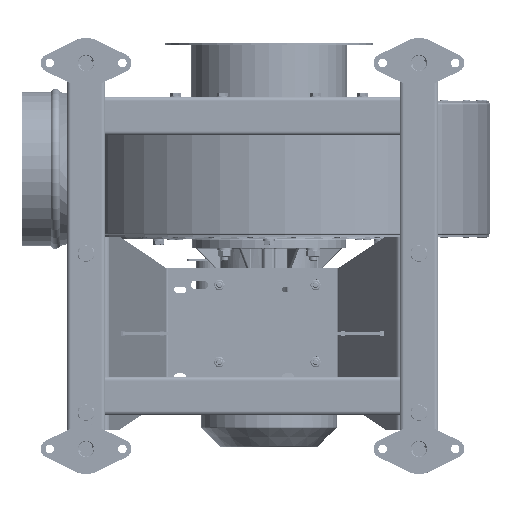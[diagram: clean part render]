
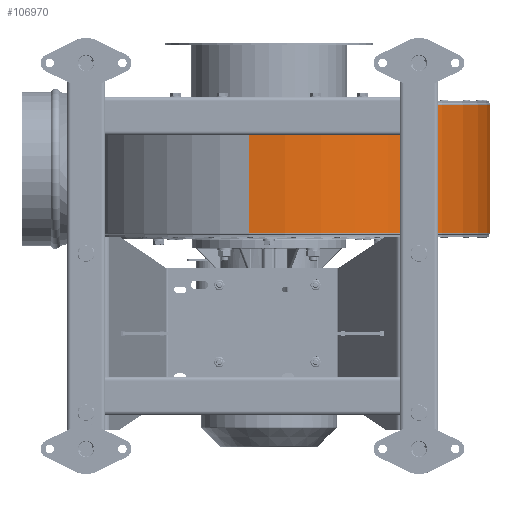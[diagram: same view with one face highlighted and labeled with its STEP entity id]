
A CAD part, front view. The second image highlights one B-rep face of the part: STEP entity #106970.
In plain terms, the highlighted cylindrical face has radius 218.7 mm (diameter 437.4 mm), a partial arc.
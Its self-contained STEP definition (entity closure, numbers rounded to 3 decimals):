
#13568=FACE_OUTER_BOUND('',#20276,.T.);
#20276=EDGE_LOOP('',(#87425,#87426,#87427,#87428));
#28294=LINE('',#186322,#36156);
#28295=LINE('',#186326,#36157);
#36156=VECTOR('',#136141,10.);
#36157=VECTOR('',#136146,10.);
#40451=CIRCLE('',#114743,218.7);
#40460=CIRCLE('',#114760,218.7);
#48879=VERTEX_POINT('',#186283);
#48881=VERTEX_POINT('',#186289);
#48889=VERTEX_POINT('',#186321);
#48890=VERTEX_POINT('',#186325);
#62120=EDGE_CURVE('',#48879,#48881,#40451,.T.);
#62135=EDGE_CURVE('',#48889,#48881,#28294,.T.);
#62137=EDGE_CURVE('',#48890,#48879,#28295,.T.);
#62138=EDGE_CURVE('',#48889,#48890,#40460,.T.);
#87425=ORIENTED_EDGE('',*,*,#62120,.F.);
#87426=ORIENTED_EDGE('',*,*,#62137,.F.);
#87427=ORIENTED_EDGE('',*,*,#62138,.F.);
#87428=ORIENTED_EDGE('',*,*,#62135,.T.);
#95921=CYLINDRICAL_SURFACE('',#114759,218.7);
#106970=ADVANCED_FACE('',(#13568),#95921,.T.);
#114743=AXIS2_PLACEMENT_3D('',#186293,#136104,#136105);
#114759=AXIS2_PLACEMENT_3D('',#186324,#136144,#136145);
#114760=AXIS2_PLACEMENT_3D('',#186327,#136147,#136148);
#136104=DIRECTION('center_axis',(0.,0.,
-1.));
#136105=DIRECTION('ref_axis',(0.655,-0.756,0.));
#136141=DIRECTION('',(0.,0.,-1.));
#136144=DIRECTION('center_axis',(0.,0.,
-1.));
#136145=DIRECTION('ref_axis',(0.143,0.99,0.));
#136146=DIRECTION('',(0.,0.,-1.));
#136147=DIRECTION('center_axis',(0.,0.,
1.));
#136148=DIRECTION('ref_axis',(0.655,-0.756,0.));
#186283=CARTESIAN_POINT('',(226.451,19.7,11.125));
#186289=CARTESIAN_POINT('',(-23.49,-196.757,11.125));
#186293=CARTESIAN_POINT('Origin',(7.751,19.7,11.125));
#186321=CARTESIAN_POINT('',(-23.49,-196.757,144.375));
#186322=CARTESIAN_POINT('',(-23.49,-196.757,146.25));
#186324=CARTESIAN_POINT('Origin',(7.751,19.7,77.75));
#186325=CARTESIAN_POINT('',(226.451,19.7,144.375));
#186326=CARTESIAN_POINT('',(226.451,19.7,146.25));
#186327=CARTESIAN_POINT('Origin',(7.751,19.7,144.375));
